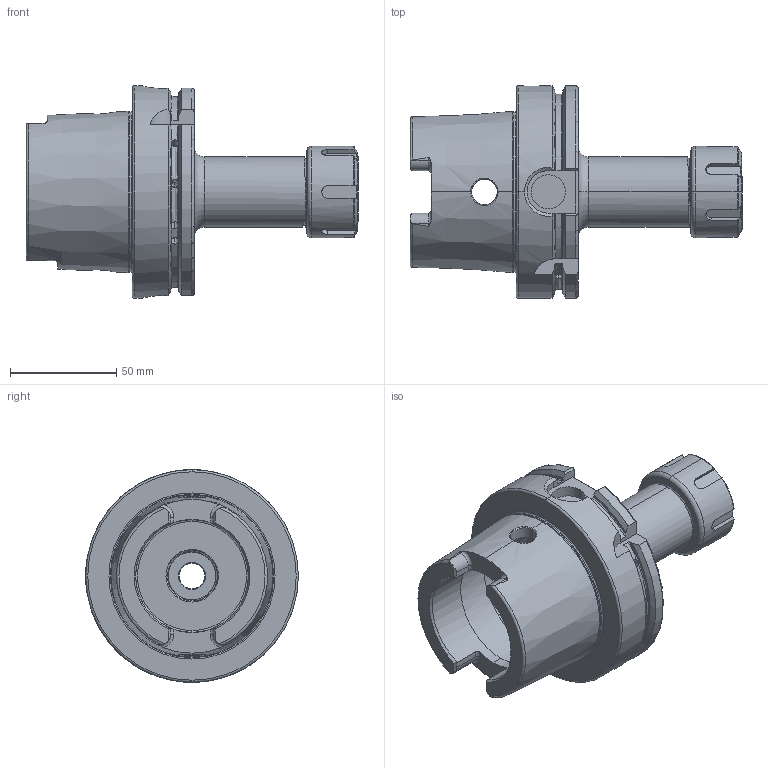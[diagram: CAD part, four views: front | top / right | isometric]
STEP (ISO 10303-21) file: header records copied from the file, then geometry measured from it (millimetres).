
FILE_DESCRIPTION (( 'STEP AP203' ), '1' );
FILE_NAME ('A100.01.16.STEP', '2016-11-26T03:05:01', ( '' ), ( '' ), 'SwSTEP 2.0', 'SolidWorks 2012', '' );
FILE_SCHEMA (( 'CONFIG_CONTROL_DESIGN' ));
Length unit declared in the file: millimetre
Products named in the file (7): OZ16001PD; A100.01.16; OZ16#100 3MM鋼珠; OZ螺帽螺絲 M4; OZ16002PD; OZ16Y1
Assembly tree (40 placements, depth 3):
  A100.01.16
    A100.01.16
    OZ16Y1
      OZ16001PD
      OZ16002PD
      OZ螺帽螺絲 M4
      OZ16#100 3MM鋼珠  x35
Bounding box: 156.06 x 100 x 100 mm (x, y, z)
Volume: 307433.7 mm3; surface area: 75645.7 mm2
Topology: 39 solids, 39 shells, 471 faces, 1325 edges, 858 vertices
Faces by surface type: cylinder 149, plane 84, sphere 70, cone 67, torus 63, bspline 38
Entity records: 34044 total; most frequent: CARTESIAN_POINT 23108, ORIENTED_EDGE 2144, DIRECTION 1753, EDGE_CURVE 1072, AXIS2_PLACEMENT_3D 717, VERTEX_POINT 685, EDGE_LOOP 421, FACE_OUTER_BOUND 403
